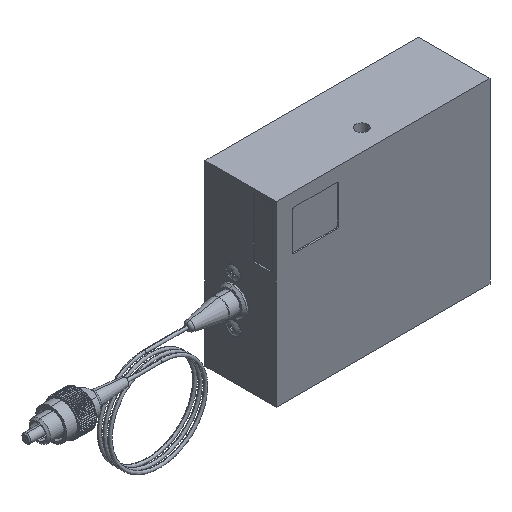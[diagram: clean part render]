
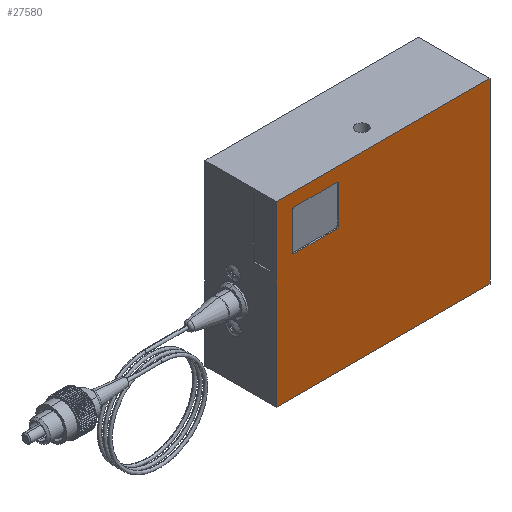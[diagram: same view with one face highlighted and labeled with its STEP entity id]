
A CAD part, isometric view. The second image highlights one B-rep face of the part: STEP entity #27580.
In plain terms, the highlighted planar face has unit normal (0, -1, 0).
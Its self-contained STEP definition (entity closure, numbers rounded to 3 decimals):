
#158 = CARTESIAN_POINT ( 'NONE',  ( -30., 0., 25. ) ) ;
#483 = EDGE_CURVE ( 'NONE', #9355, #20584, #23835, .T. ) ;
#746 = DIRECTION ( 'NONE',  ( 1., 0., 0. ) ) ;
#983 = CARTESIAN_POINT ( 'NONE',  ( -24.8, 0., 10.595 ) ) ;
#1082 = AXIS2_PLACEMENT_3D ( 'NONE', #9354, #10290, #8905 ) ;
#1293 = ORIENTED_EDGE ( 'NONE', *, *, #64007, .F. ) ;
#2045 = VERTEX_POINT ( 'NONE', #158 ) ;
#3605 = EDGE_CURVE ( 'NONE', #47163, #59971, #62346, .T. ) ;
#6254 = DIRECTION ( 'NONE',  ( 0., 0., -1. ) ) ;
#7818 = ORIENTED_EDGE ( 'NONE', *, *, #31542, .F. ) ;
#8053 = CARTESIAN_POINT ( 'NONE',  ( -13.1, 0., 20.495 ) ) ;
#8525 = CARTESIAN_POINT ( 'NONE',  ( -30., 0., 25. ) ) ;
#8905 = DIRECTION ( 'NONE',  ( 0., 0., -1. ) ) ;
#9354 = CARTESIAN_POINT ( 'NONE',  ( -13.1, 0., 10.595 ) ) ;
#9355 = VERTEX_POINT ( 'NONE', #48955 ) ;
#10203 = DIRECTION ( 'NONE',  ( 0., 0., -1. ) ) ;
#10290 = DIRECTION ( 'NONE',  ( 0., -1., 0. ) ) ;
#10291 = VECTOR ( 'NONE', #65255, 1000. ) ;
#11280 = ORIENTED_EDGE ( 'NONE', *, *, #15914, .F. ) ;
#12198 = FACE_OUTER_BOUND ( 'NONE', #12358, .T. ) ;
#12358 = EDGE_LOOP ( 'NONE', ( #1293, #16103, #14454, #7818 ) ) ;
#12979 = ORIENTED_EDGE ( 'NONE', *, *, #32185, .F. ) ;
#13350 = DIRECTION ( 'NONE',  ( 0., 0., -1. ) ) ;
#14454 = ORIENTED_EDGE ( 'NONE', *, *, #37120, .F. ) ;
#14817 = DIRECTION ( 'NONE',  ( -1., 0., 0. ) ) ;
#15914 = EDGE_CURVE ( 'NONE', #66499, #53787, #62520, .T. ) ;
#16103 = ORIENTED_EDGE ( 'NONE', *, *, #43246, .F. ) ;
#17091 = ORIENTED_EDGE ( 'NONE', *, *, #483, .F. ) ;
#17165 = FACE_BOUND ( 'NONE', #49257, .T. ) ;
#18143 = CARTESIAN_POINT ( 'NONE',  ( -24.8, 0., 9.895 ) ) ;
#19443 = ORIENTED_EDGE ( 'NONE', *, *, #46671, .F. ) ;
#19912 = VECTOR ( 'NONE', #35421, 1000. ) ;
#20192 = LINE ( 'NONE', #20238, #44832 ) ;
#20238 = CARTESIAN_POINT ( 'NONE',  ( 30., 0., 25. ) ) ;
#20574 = DIRECTION ( 'NONE',  ( 0., -1., 0. ) ) ;
#20584 = VERTEX_POINT ( 'NONE', #44226 ) ;
#20778 = CARTESIAN_POINT ( 'NONE',  ( -25.5, 0., 10.595 ) ) ;
#23211 = VERTEX_POINT ( 'NONE', #31223 ) ;
#23632 = VECTOR ( 'NONE', #62475, 1000. ) ;
#23835 = CIRCLE ( 'NONE', #37183, 0.7 ) ;
#25588 = CARTESIAN_POINT ( 'NONE',  ( -30., 0., -25. ) ) ;
#25621 = LINE ( 'NONE', #42996, #53550 ) ;
#27580 = ADVANCED_FACE ( 'NONE', ( #17165, #12198 ), #30850, .T. ) ;
#27752 = CARTESIAN_POINT ( 'NONE',  ( -25.5, 0., 10.595 ) ) ;
#29190 = CARTESIAN_POINT ( 'NONE',  ( -24.8, 0., 21.195 ) ) ;
#29972 = EDGE_CURVE ( 'NONE', #53787, #9355, #53152, .T. ) ;
#30850 = PLANE ( 'NONE',  #45522 ) ;
#30862 = AXIS2_PLACEMENT_3D ( 'NONE', #983, #37769, #6254 ) ;
#31223 = CARTESIAN_POINT ( 'NONE',  ( 30., 0., 25. ) ) ;
#31542 = EDGE_CURVE ( 'NONE', #2045, #23211, #25621, .T. ) ;
#32185 = EDGE_CURVE ( 'NONE', #20584, #46278, #36109, .T. ) ;
#33875 = LINE ( 'NONE', #25588, #60098 ) ;
#34462 = DIRECTION ( 'NONE',  ( -1., 0., 0. ) ) ;
#35421 = DIRECTION ( 'NONE',  ( 0., 0., 1. ) ) ;
#36109 = LINE ( 'NONE', #20778, #46757 ) ;
#37120 = EDGE_CURVE ( 'NONE', #23211, #50819, #20192, .T. ) ;
#37183 = AXIS2_PLACEMENT_3D ( 'NONE', #40588, #40541, #40522 ) ;
#37572 = LINE ( 'NONE', #41467, #23632 ) ;
#37769 = DIRECTION ( 'NONE',  ( 0., -1., 0. ) ) ;
#38215 = LINE ( 'NONE', #18143, #10291 ) ;
#38986 = CARTESIAN_POINT ( 'NONE',  ( -24.8, 0., 9.895 ) ) ;
#40188 = CARTESIAN_POINT ( 'NONE',  ( -30., 0., -25. ) ) ;
#40522 = DIRECTION ( 'NONE',  ( 0., 0., 1. ) ) ;
#40541 = DIRECTION ( 'NONE',  ( 0., -1., 0. ) ) ;
#40588 = CARTESIAN_POINT ( 'NONE',  ( -24.8, 0., 20.495 ) ) ;
#41120 = DIRECTION ( 'NONE',  ( 0., 0., -1. ) ) ;
#41434 = EDGE_CURVE ( 'NONE', #46278, #64902, #55838, .T. ) ;
#41467 = CARTESIAN_POINT ( 'NONE',  ( -12.4, 0., 10.595 ) ) ;
#42996 = CARTESIAN_POINT ( 'NONE',  ( -30., 0., 25. ) ) ;
#43246 = EDGE_CURVE ( 'NONE', #50819, #60947, #33875, .T. ) ;
#44217 = ORIENTED_EDGE ( 'NONE', *, *, #41434, .F. ) ;
#44226 = CARTESIAN_POINT ( 'NONE',  ( -25.5, 0., 20.495 ) ) ;
#44810 = DIRECTION ( 'NONE',  ( 0., -1., 0. ) ) ;
#44832 = VECTOR ( 'NONE', #41120, 1000. ) ;
#45228 = CARTESIAN_POINT ( 'NONE',  ( -12.4, 0., 20.495 ) ) ;
#45522 = AXIS2_PLACEMENT_3D ( 'NONE', #52002, #20574, #57265 ) ;
#46278 = VERTEX_POINT ( 'NONE', #27752 ) ;
#46671 = EDGE_CURVE ( 'NONE', #59971, #66499, #37572, .T. ) ;
#46757 = VECTOR ( 'NONE', #10203, 1000. ) ;
#47154 = EDGE_CURVE ( 'NONE', #64902, #47163, #38215, .T. ) ;
#47163 = VERTEX_POINT ( 'NONE', #60280 ) ;
#47792 = CARTESIAN_POINT ( 'NONE',  ( 30., 0., -25. ) ) ;
#47825 = LINE ( 'NONE', #8525, #19912 ) ;
#48955 = CARTESIAN_POINT ( 'NONE',  ( -24.8, 0., 21.195 ) ) ;
#49257 = EDGE_LOOP ( 'NONE', ( #57361, #61384, #44217, #12979, #17091, #62931, #11280, #19443 ) ) ;
#50819 = VERTEX_POINT ( 'NONE', #47792 ) ;
#52002 = CARTESIAN_POINT ( 'NONE',  ( -30., 0., -25. ) ) ;
#53152 = LINE ( 'NONE', #29190, #65304 ) ;
#53550 = VECTOR ( 'NONE', #746, 1000. ) ;
#53787 = VERTEX_POINT ( 'NONE', #58590 ) ;
#55838 = CIRCLE ( 'NONE', #30862, 0.7 ) ;
#57265 = DIRECTION ( 'NONE',  ( 0., 0., -1. ) ) ;
#57361 = ORIENTED_EDGE ( 'NONE', *, *, #3605, .F. ) ;
#58590 = CARTESIAN_POINT ( 'NONE',  ( -13.1, 0., 21.195 ) ) ;
#59971 = VERTEX_POINT ( 'NONE', #66753 ) ;
#60098 = VECTOR ( 'NONE', #14817, 1000. ) ;
#60280 = CARTESIAN_POINT ( 'NONE',  ( -13.1, 0., 9.895 ) ) ;
#60947 = VERTEX_POINT ( 'NONE', #40188 ) ;
#61384 = ORIENTED_EDGE ( 'NONE', *, *, #47154, .F. ) ;
#62346 = CIRCLE ( 'NONE', #1082, 0.7 ) ;
#62475 = DIRECTION ( 'NONE',  ( 0., 0., 1. ) ) ;
#62520 = CIRCLE ( 'NONE', #66559, 0.7 ) ;
#62931 = ORIENTED_EDGE ( 'NONE', *, *, #29972, .F. ) ;
#64007 = EDGE_CURVE ( 'NONE', #60947, #2045, #47825, .T. ) ;
#64902 = VERTEX_POINT ( 'NONE', #38986 ) ;
#65255 = DIRECTION ( 'NONE',  ( 1., 0., 0. ) ) ;
#65304 = VECTOR ( 'NONE', #34462, 1000. ) ;
#66499 = VERTEX_POINT ( 'NONE', #45228 ) ;
#66559 = AXIS2_PLACEMENT_3D ( 'NONE', #8053, #44810, #13350 ) ;
#66753 = CARTESIAN_POINT ( 'NONE',  ( -12.4, 0., 10.595 ) ) ;
